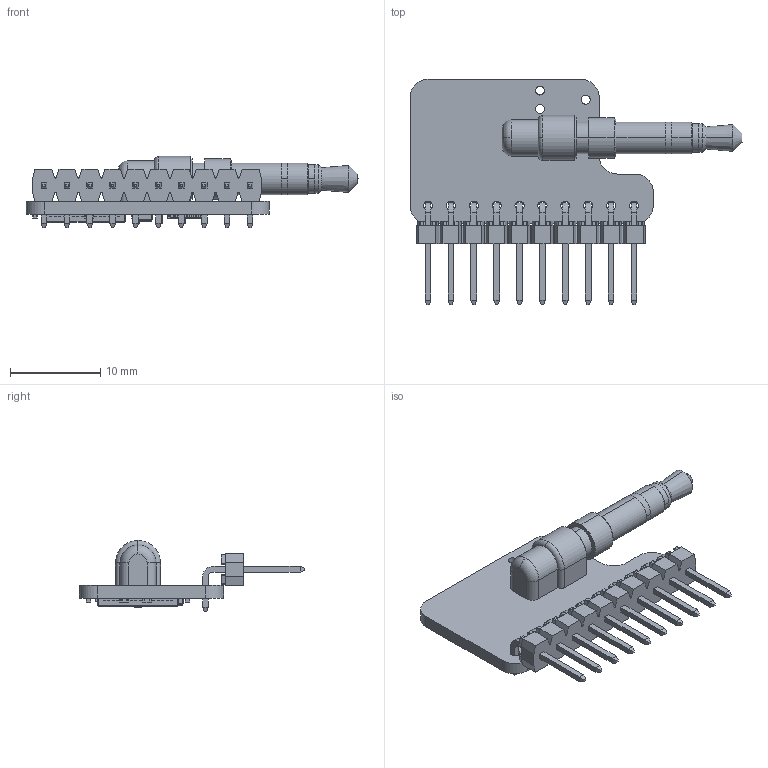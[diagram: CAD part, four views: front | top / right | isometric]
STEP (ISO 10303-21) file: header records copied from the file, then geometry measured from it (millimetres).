
FILE_DESCRIPTION(('Open CASCADE Model'),'2;1');
FILE_NAME('Open CASCADE Shape Model','2024-12-28T19:08:25',('Author'),( 'Open CASCADE'),'Open CASCADE STEP processor 7.5','Open CASCADE 7.5' ,'Unknown');
FILE_SCHEMA(('AUTOMOTIVE_DESIGN { 1 0 10303 214 1 1 1 1 }'));
Length unit declared in the file: millimetre
Products named in the file (34): PCB; Board; Open CASCADE STEP translator 7.5 2.1.1; Y1; ESC 2x2.5mm; U2; 6673910320; Extruded; U1; QFN-64; R2; YC248; R3; Resistor 0402; User Library-R SMD 0402_0402 BODY; User Library-R SMD 0402_0402 PAD; User Library-R SMD 0402_0402 OPIS; R1; R4; J1; Molex 90121-0770; J2; SP-3533-02; C10; Capacitor 0402; C9; C8; C7; C6; C5; C4; C3; C2; C1
Assembly tree (45 placements, depth 4):
  PCB
    Board
      Open CASCADE STEP translator 7.5 2.1.1
    Y1
      ESC 2x2.5mm
    U2
      6673910320
        Extruded
    U1
      QFN-64
    R2
      YC248
    R3
      Resistor 0402
        User Library-R SMD 0402_0402 BODY
        User Library-R SMD 0402_0402 PAD  x2
        User Library-R SMD 0402_0402 OPIS
    R1
      Resistor 0402
        User Library-R SMD 0402_0402 BODY
        User Library-R SMD 0402_0402 PAD  x2
        User Library-R SMD 0402_0402 OPIS
    R4
      Resistor 0402
        User Library-R SMD 0402_0402 BODY
        User Library-R SMD 0402_0402 PAD  x2
        User Library-R SMD 0402_0402 OPIS
    J1
      Molex 90121-0770
    J2
      SP-3533-02
    C10
      Capacitor 0402
    C9
      Capacitor 0402
    C8
      Capacitor 0402
    C7
      Capacitor 0402
    C6
      Capacitor 0402
    C5
      Capacitor 0402
    C4
      Capacitor 0402
    C3
      Capacitor 0402
    C2
      Capacitor 0402
    C1
      Capacitor 0402
Bounding box: 36.85 x 24.99 x 7.9 mm (x, y, z)
Volume: 1153.7 mm3; surface area: 2534.6 mm2
Topology: 106 solids, 116 shells, 2612 faces, 6164 edges, 3708 vertices
Faces by surface type: plane 1426, cylinder 749, bspline 247, sphere 168, cone 14, torus 8
Full cylindrical faces by diameter (mm): 0.99 x3, 1.016 x10
Entity records: 59980 total; most frequent: CARTESIAN_POINT 10685, DIRECTION 8663, ORIENTED_EDGE 8440, EDGE_CURVE 4220, LINE 3139, VECTOR 3139, AXIS2_PLACEMENT_3D 2762, VERTEX_POINT 2740
